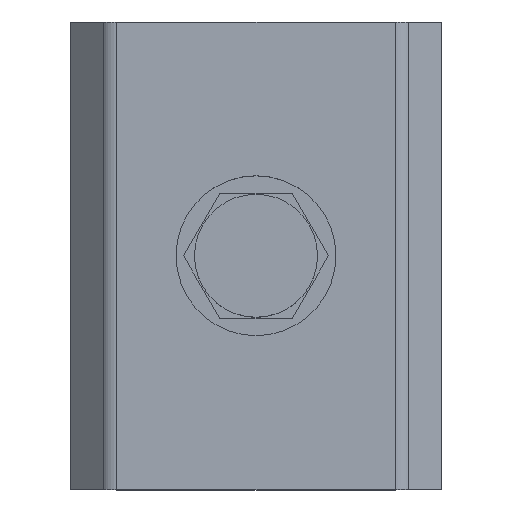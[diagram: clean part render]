
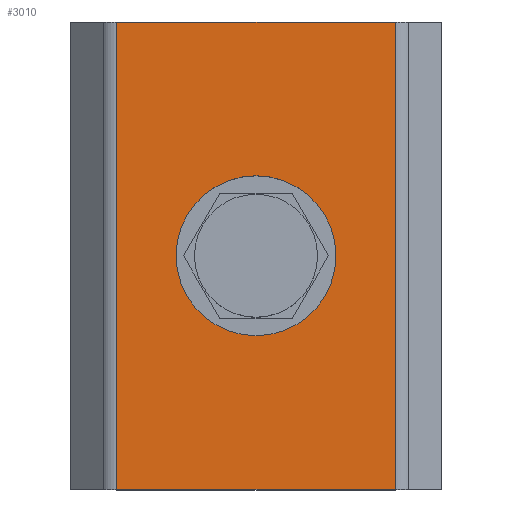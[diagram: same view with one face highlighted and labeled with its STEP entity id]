
A CAD part, top view. The second image highlights one B-rep face of the part: STEP entity #3010.
In plain terms, the highlighted planar face has unit normal (0, 0, 1).
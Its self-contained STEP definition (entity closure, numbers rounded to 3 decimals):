
#26 = DIRECTION ( 'NONE',  ( 0., 0., -1. ) ) ;
#53 = DIRECTION ( 'NONE',  ( 0., -1., 0. ) ) ;
#74 = AXIS2_PLACEMENT_3D ( 'NONE', #416, #2309, #1363 ) ;
#80 = EDGE_CURVE ( 'NONE', #1184, #1420, #1651, .T. ) ;
#174 = CARTESIAN_POINT ( 'NONE',  ( 11.325, -19., 12. ) ) ;
#199 = VECTOR ( 'NONE', #348, 1000. ) ;
#241 = FACE_OUTER_BOUND ( 'NONE', #2592, .T. ) ;
#348 = DIRECTION ( 'NONE',  ( 0., -1., 0. ) ) ;
#353 = CARTESIAN_POINT ( 'NONE',  ( 11.325, 19., 12. ) ) ;
#387 = EDGE_CURVE ( 'NONE', #1851, #1744, #2674, .T. ) ;
#416 = CARTESIAN_POINT ( 'NONE',  ( 0., 19., 12. ) ) ;
#448 = ORIENTED_EDGE ( 'NONE', *, *, #1217, .T. ) ;
#474 = DIRECTION ( 'NONE',  ( 1., 0., 0. ) ) ;
#482 = DIRECTION ( 'NONE',  ( 0., 0., -1. ) ) ;
#503 = VECTOR ( 'NONE', #53, 1000. ) ;
#613 = VERTEX_POINT ( 'NONE', #2826 ) ;
#698 = EDGE_CURVE ( 'NONE', #613, #1691, #2511, .T. ) ;
#714 = EDGE_LOOP ( 'NONE', ( #1457, #1855 ) ) ;
#742 = EDGE_CURVE ( 'NONE', #1851, #1420, #1331, .T. ) ;
#758 = VECTOR ( 'NONE', #2717, 1000. ) ;
#813 = CARTESIAN_POINT ( 'NONE',  ( 11.325, 19., 12. ) ) ;
#847 = AXIS2_PLACEMENT_3D ( 'NONE', #2597, #482, #1891 ) ;
#993 = AXIS2_PLACEMENT_3D ( 'NONE', #1454, #26, #2386 ) ;
#1179 = PLANE ( 'NONE',  #74 ) ;
#1184 = VERTEX_POINT ( 'NONE', #1489 ) ;
#1217 = EDGE_CURVE ( 'NONE', #1744, #1184, #1236, .T. ) ;
#1236 = LINE ( 'NONE', #2655, #503 ) ;
#1247 = CARTESIAN_POINT ( 'NONE',  ( 6.5, 0., 12. ) ) ;
#1331 = LINE ( 'NONE', #2737, #199 ) ;
#1363 = DIRECTION ( 'NONE',  ( 1., 0., 0. ) ) ;
#1420 = VERTEX_POINT ( 'NONE', #174 ) ;
#1454 = CARTESIAN_POINT ( 'NONE',  ( 0., 0., 12. ) ) ;
#1457 = ORIENTED_EDGE ( 'NONE', *, *, #1519, .T. ) ;
#1489 = CARTESIAN_POINT ( 'NONE',  ( -11.325, -19., 12. ) ) ;
#1500 = VECTOR ( 'NONE', #474, 1000. ) ;
#1519 = EDGE_CURVE ( 'NONE', #1691, #613, #2232, .T. ) ;
#1651 = LINE ( 'NONE', #2589, #1500 ) ;
#1691 = VERTEX_POINT ( 'NONE', #1247 ) ;
#1744 = VERTEX_POINT ( 'NONE', #2640 ) ;
#1851 = VERTEX_POINT ( 'NONE', #353 ) ;
#1855 = ORIENTED_EDGE ( 'NONE', *, *, #698, .T. ) ;
#1891 = DIRECTION ( 'NONE',  ( 1., 0., 0. ) ) ;
#1966 = ORIENTED_EDGE ( 'NONE', *, *, #80, .T. ) ;
#2232 = CIRCLE ( 'NONE', #847, 6.5 ) ;
#2309 = DIRECTION ( 'NONE',  ( 0., 0., 1. ) ) ;
#2346 = ORIENTED_EDGE ( 'NONE', *, *, #387, .T. ) ;
#2386 = DIRECTION ( 'NONE',  ( 1., 0., 0. ) ) ;
#2511 = CIRCLE ( 'NONE', #993, 6.5 ) ;
#2589 = CARTESIAN_POINT ( 'NONE',  ( 11.325, -19., 12. ) ) ;
#2592 = EDGE_LOOP ( 'NONE', ( #1966, #3007, #2346, #448 ) ) ;
#2597 = CARTESIAN_POINT ( 'NONE',  ( 0., 0., 12. ) ) ;
#2640 = CARTESIAN_POINT ( 'NONE',  ( -11.325, 19., 12. ) ) ;
#2655 = CARTESIAN_POINT ( 'NONE',  ( -11.325, 19., 12. ) ) ;
#2674 = LINE ( 'NONE', #813, #758 ) ;
#2717 = DIRECTION ( 'NONE',  ( -1., 0., 0. ) ) ;
#2737 = CARTESIAN_POINT ( 'NONE',  ( 11.325, 19., 12. ) ) ;
#2798 = FACE_BOUND ( 'NONE', #714, .T. ) ;
#2826 = CARTESIAN_POINT ( 'NONE',  ( -6.5, 0., 12. ) ) ;
#3007 = ORIENTED_EDGE ( 'NONE', *, *, #742, .F. ) ;
#3010 = ADVANCED_FACE ( 'NONE', ( #2798, #241 ), #1179, .T. ) ;
